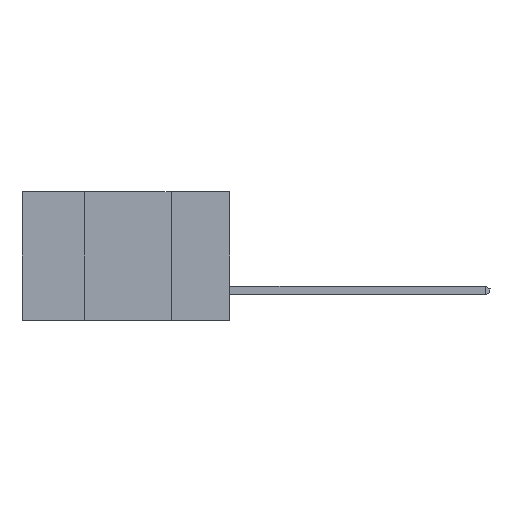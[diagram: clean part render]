
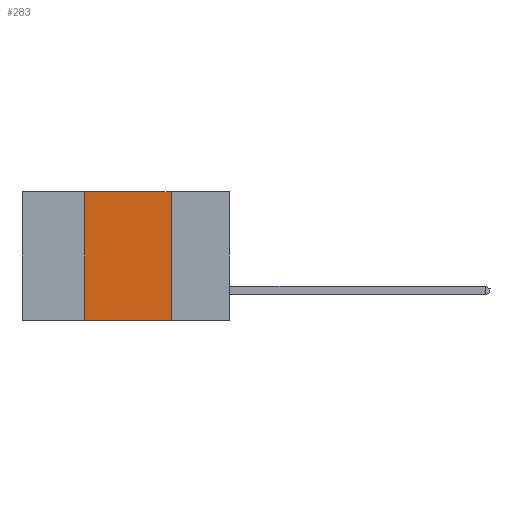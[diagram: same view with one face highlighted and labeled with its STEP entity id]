
A CAD part, left-side view. The second image highlights one B-rep face of the part: STEP entity #283.
In plain terms, the highlighted planar face has unit normal (-1, 0, 0).
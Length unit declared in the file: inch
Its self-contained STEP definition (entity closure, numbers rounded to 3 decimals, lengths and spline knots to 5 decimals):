
#283 = ADVANCED_FACE ( 'NONE', ( #8615 ), #2225, .F. ) ;
#449 = EDGE_CURVE ( 'NONE', #3133, #1945, #1873, .T. ) ;
#665 = ORIENTED_EDGE ( 'NONE', *, *, #10992, .F. ) ;
#731 = CARTESIAN_POINT ( 'NONE',  ( 0., 0.42, -0.37 ) ) ;
#794 = EDGE_LOOP ( 'NONE', ( #4240, #9481, #665, #7211 ) ) ;
#935 = VECTOR ( 'NONE', #8167, 39.37008 ) ;
#1076 = DIRECTION ( 'NONE',  ( 0., 0., -1. ) ) ;
#1190 = DIRECTION ( 'NONE',  ( 0., 0., -1. ) ) ;
#1418 = LINE ( 'NONE', #731, #935 ) ;
#1696 = AXIS2_PLACEMENT_3D ( 'NONE', #8804, #3941, #1190 ) ;
#1814 = CARTESIAN_POINT ( 'NONE',  ( 0., 0.6, -0.37 ) ) ;
#1873 = LINE ( 'NONE', #11218, #5518 ) ;
#1945 = VERTEX_POINT ( 'NONE', #11118 ) ;
#2225 = PLANE ( 'NONE',  #1696 ) ;
#2343 = EDGE_CURVE ( 'NONE', #3688, #1945, #5624, .T. ) ;
#2515 = VERTEX_POINT ( 'NONE', #4948 ) ;
#3133 = VERTEX_POINT ( 'NONE', #5372 ) ;
#3472 = EDGE_CURVE ( 'NONE', #2515, #3133, #8365, .T. ) ;
#3627 = DIRECTION ( 'NONE',  ( 0., -1., 0. ) ) ;
#3688 = VERTEX_POINT ( 'NONE', #6705 ) ;
#3941 = DIRECTION ( 'NONE',  ( 1., 0., 0. ) ) ;
#4240 = ORIENTED_EDGE ( 'NONE', *, *, #449, .F. ) ;
#4948 = CARTESIAN_POINT ( 'NONE',  ( 0., 0.42, 0. ) ) ;
#5372 = CARTESIAN_POINT ( 'NONE',  ( 0., 0.17, 0. ) ) ;
#5518 = VECTOR ( 'NONE', #1076, 39.37008 ) ;
#5624 = LINE ( 'NONE', #1814, #8947 ) ;
#6705 = CARTESIAN_POINT ( 'NONE',  ( 0., 0.42, -0.37 ) ) ;
#7211 = ORIENTED_EDGE ( 'NONE', *, *, #2343, .T. ) ;
#8167 = DIRECTION ( 'NONE',  ( 0., 0., 1. ) ) ;
#8185 = CARTESIAN_POINT ( 'NONE',  ( 0., 0.6, 0. ) ) ;
#8365 = LINE ( 'NONE', #8185, #11283 ) ;
#8615 = FACE_OUTER_BOUND ( 'NONE', #794, .T. ) ;
#8804 = CARTESIAN_POINT ( 'NONE',  ( 0., 0.6, 0. ) ) ;
#8947 = VECTOR ( 'NONE', #9364, 39.37008 ) ;
#9364 = DIRECTION ( 'NONE',  ( 0., -1., 0. ) ) ;
#9481 = ORIENTED_EDGE ( 'NONE', *, *, #3472, .F. ) ;
#10992 = EDGE_CURVE ( 'NONE', #3688, #2515, #1418, .T. ) ;
#11118 = CARTESIAN_POINT ( 'NONE',  ( 0., 0.17, -0.37 ) ) ;
#11218 = CARTESIAN_POINT ( 'NONE',  ( 0., 0.17, -0.37 ) ) ;
#11283 = VECTOR ( 'NONE', #3627, 39.37008 ) ;
